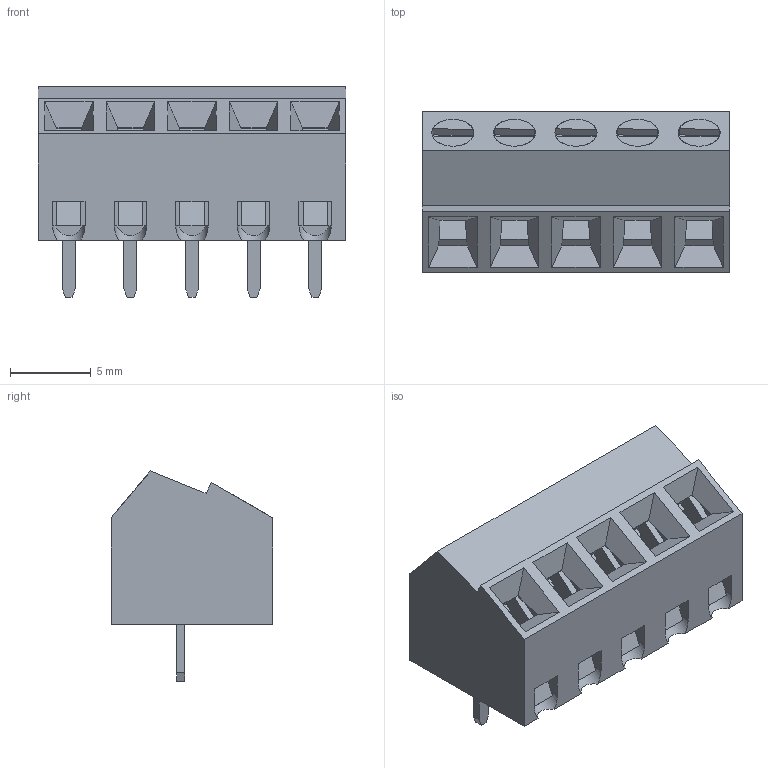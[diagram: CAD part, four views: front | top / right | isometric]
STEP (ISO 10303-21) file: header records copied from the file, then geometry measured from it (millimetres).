
FILE_DESCRIPTION( ( 'Unknown' ), '1' );
FILE_NAME( '691221320005.stp', 'Unknown', ( 'Quentin LAIDEBEUR' ), ( 'WE' ), 'PSStep 15.0.49', 'Sample-box', ' ' );
FILE_SCHEMA( ( 'AUTOMOTIVE_DESIGN { 1 0 10303 214 1 1 1 1 }' ) );
Length unit declared in the file: millimetre
Products named in the file (6): Assem1; 691221320005; 691221320005_BACK; 6912213200xx_MASS; 6912213200xx_VIS; 6912213200xx_PIN
Assembly tree (17 placements, depth 2):
  Assem1
    691221320005
    691221320005_BACK
    6912213200xx_MASS  x5
    6912213200xx_VIS  x5
    6912213200xx_PIN  x5
Bounding box: 19.05 x 10 x 13 mm (x, y, z)
Volume: 1090.9 mm3; surface area: 3377.8 mm2
Topology: 17 solids, 17 shells, 479 faces, 1294 edges, 856 vertices
Faces by surface type: plane 419, cylinder 60
Full cylindrical faces by diameter (mm): 1.7 x10, 2.6 x10
Entity records: 13756 total; most frequent: CARTESIAN_POINT 1931, ORIENTED_EDGE 1888, DIRECTION 1762, EDGE_CURVE 944, LINE 840, VECTOR 840, VERTEX_POINT 630, AXIS2_PLACEMENT_3D 461
